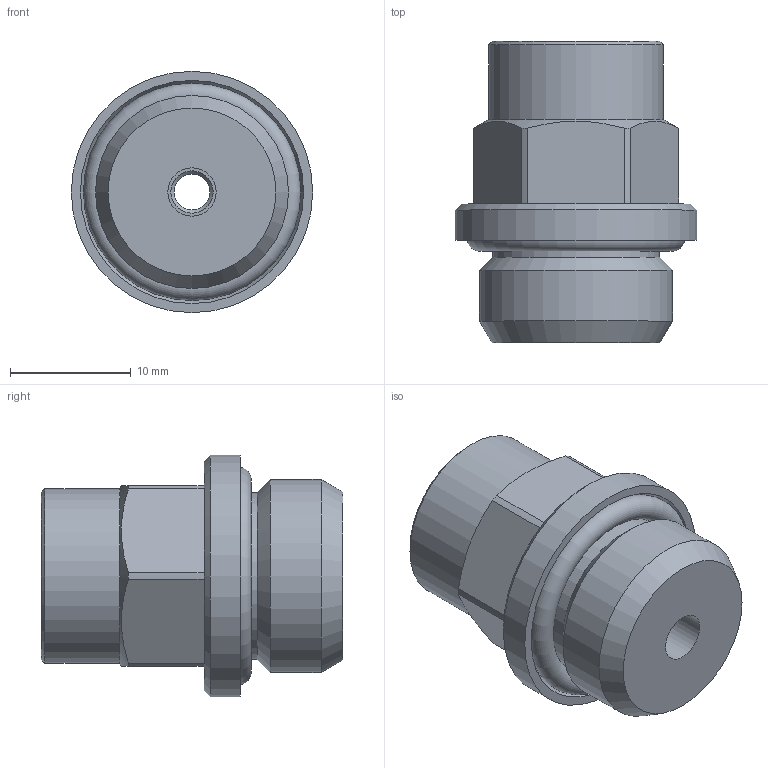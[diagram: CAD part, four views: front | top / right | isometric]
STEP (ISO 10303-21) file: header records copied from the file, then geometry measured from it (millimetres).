
FILE_DESCRIPTION(( 'MAF.12.06.M16X1.5.stp' ), '1');
FILE_NAME( 'MAF.12.06.M16X1.5.stp', '2021-02-19T15:28:00',( 'Sopra'),('sopra-pneumatic.com'), 'SwSTEP 2.0','SolidWorks 2009','' );
FILE_SCHEMA( ( 'AUTOMOTIVE_DESIGN { 1 0 10303 214 1 1 1 1 }' ) );
Length unit declared in the file: millimetre
Products named in the file (2): NONE
Bounding box: 20 x 25 x 20 mm (x, y, z)
Volume: 4369 mm3; surface area: 3075.9 mm2
Topology: 2 solids, 2 shells, 179 faces, 458 edges, 302 vertices
Faces by surface type: plane 78, bspline 70, cylinder 16, cone 10, torus 5
Full cylindrical faces by diameter (mm): 2.95 x1, 3.85 x1, 4 x1, 6.15 x2, 12 x1, 13.8 x1, 14.5 x1, 16 x1, 20 x1
Entity records: 10253 total; most frequent: CARTESIAN_POINT 5033, ORIENTED_EDGE 856, DIRECTION 547, EDGE_CURVE 428, VERTEX_POINT 298, LINE 235, VECTOR 235, EDGE_LOOP 225
